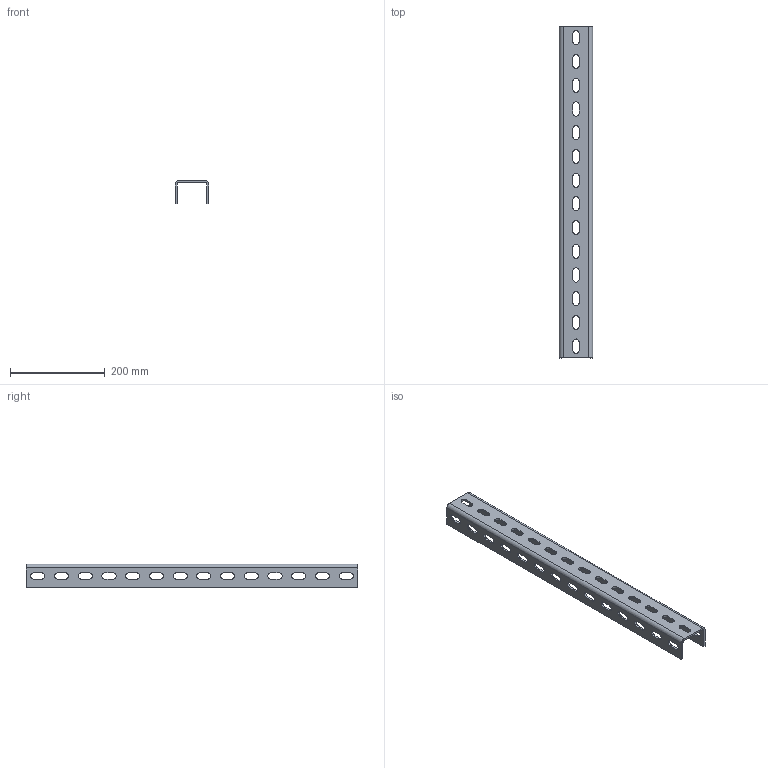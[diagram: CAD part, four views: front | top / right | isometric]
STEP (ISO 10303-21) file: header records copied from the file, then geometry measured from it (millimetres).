
FILE_DESCRIPTION((''),'2;1');
FILE_NAME('616307_PRT','2018-12-05T15:35:34',('tomasz.grudniewski'),(''),'CREO PARAMETRIC BY PTC INC, 2018260','CREO PARAMETRIC BY PTC INC, 2018260','');
FILE_SCHEMA(('CONFIG_CONTROL_DESIGN'));
Length unit declared in the file: millimetre
Products named in the file (1): 616307_PRT
Bounding box: 70 x 700 x 50 mm (x, y, z)
Volume: 379751.7 mm3; surface area: 209303.9 mm2
Topology: 1 solids, 1 shells, 190 faces, 548 edges, 360 vertices
Faces by surface type: plane 102, cylinder 88
Entity records: 6466 total; most frequent: DIRECTION 1104, CARTESIAN_POINT 1098, ORIENTED_EDGE 1096, EDGE_CURVE 548, VECTOR 372, LINE 372, AXIS2_PLACEMENT_3D 366, VERTEX_POINT 360
